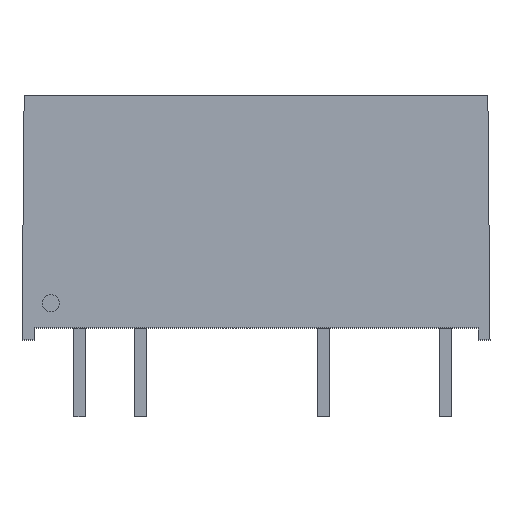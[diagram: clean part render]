
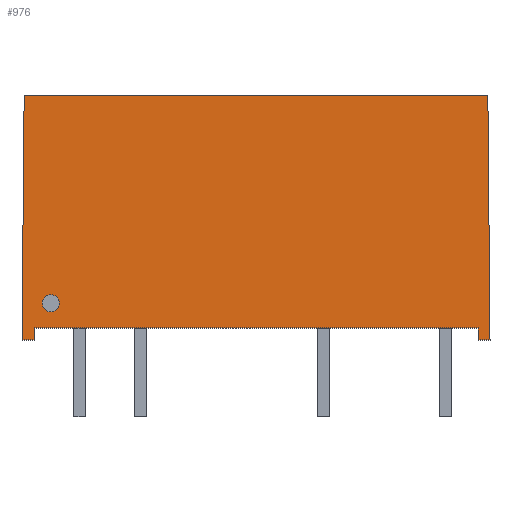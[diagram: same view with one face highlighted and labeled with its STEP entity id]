
A CAD part, top view. The second image highlights one B-rep face of the part: STEP entity #976.
In plain terms, the highlighted planar face has unit normal (0, 0.009, 1).
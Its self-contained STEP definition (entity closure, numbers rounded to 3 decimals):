
#1 = LINE ( 'NONE', #294, #367 ) ;
#10 = AXIS2_PLACEMENT_3D ( 'NONE', #419, #123, #660 ) ;
#23 = CARTESIAN_POINT ( 'NONE',  ( -43.085, 0.376, -21.997 ) ) ;
#27 = CARTESIAN_POINT ( 'NONE',  ( -42.588, 0.5, -21.998 ) ) ;
#33 = CARTESIAN_POINT ( 'NONE',  ( -42.588, 0., -21.994 ) ) ;
#35 = ORIENTED_EDGE ( 'NONE', *, *, #591, .F. ) ;
#40 = DIRECTION ( 'NONE',  ( 0., -1., 0.009 ) ) ;
#46 = DIRECTION ( 'NONE',  ( 0., -1., 0.009 ) ) ;
#48 = VECTOR ( 'NONE', #812, 1000. ) ;
#68 = VERTEX_POINT ( 'NONE', #33 ) ;
#70 = CARTESIAN_POINT ( 'NONE',  ( -23.587, -0.206, -21.992 ) ) ;
#94 = VECTOR ( 'NONE', #964, 1000. ) ;
#121 = CARTESIAN_POINT ( 'NONE',  ( -43.088, 0., -21.994 ) ) ;
#123 = DIRECTION ( 'NONE',  ( 0., 0.009, 1. ) ) ;
#137 = DIRECTION ( 'NONE',  ( 0.009, -1., 0.009 ) ) ;
#147 = CARTESIAN_POINT ( 'NONE',  ( -24.088, 0., -21.994 ) ) ;
#151 = ORIENTED_EDGE ( 'NONE', *, *, #955, .T. ) ;
#158 = EDGE_CURVE ( 'NONE', #830, #68, #237, .T. ) ;
#160 = LINE ( 'NONE', #738, #693 ) ;
#173 = VERTEX_POINT ( 'NONE', #273 ) ;
#193 = ORIENTED_EDGE ( 'NONE', *, *, #949, .T. ) ;
#215 = CARTESIAN_POINT ( 'NONE',  ( -41.887, 1.163, -22.004 ) ) ;
#218 = EDGE_LOOP ( 'NONE', ( #560, #825 ) ) ;
#220 = EDGE_CURVE ( 'NONE', #830, #173, #295, .T. ) ;
#237 = LINE ( 'NONE', #651, #48 ) ;
#239 = DIRECTION ( 'NONE',  ( 0., 0.009, 1. ) ) ;
#247 = VERTEX_POINT ( 'NONE', #581 ) ;
#270 = ORIENTED_EDGE ( 'NONE', *, *, #220, .T. ) ;
#273 = CARTESIAN_POINT ( 'NONE',  ( -24.088, 0.5, -21.998 ) ) ;
#275 = ORIENTED_EDGE ( 'NONE', *, *, #332, .F. ) ;
#294 = CARTESIAN_POINT ( 'NONE',  ( 0., 0., -21.994 ) ) ;
#295 = LINE ( 'NONE', #420, #94 ) ;
#316 = CARTESIAN_POINT ( 'NONE',  ( 0., 10.2, -22.083 ) ) ;
#330 = EDGE_CURVE ( 'NONE', #417, #247, #1, .T. ) ;
#332 = EDGE_CURVE ( 'NONE', #857, #247, #574, .T. ) ;
#336 = VERTEX_POINT ( 'NONE', #914 ) ;
#340 = LINE ( 'NONE', #573, #736 ) ;
#343 = DIRECTION ( 'NONE',  ( 1., 0., 0. ) ) ;
#366 = LINE ( 'NONE', #316, #526 ) ;
#367 = VECTOR ( 'NONE', #437, 1000. ) ;
#391 = DIRECTION ( 'NONE',  ( 1., 0., 0. ) ) ;
#399 = ORIENTED_EDGE ( 'NONE', *, *, #158, .F. ) ;
#400 = VERTEX_POINT ( 'NONE', #215 ) ;
#417 = VERTEX_POINT ( 'NONE', #147 ) ;
#419 = CARTESIAN_POINT ( 'NONE',  ( 0., 0., -21.994 ) ) ;
#420 = CARTESIAN_POINT ( 'NONE',  ( 0., 0.5, -21.998 ) ) ;
#421 = VERTEX_POINT ( 'NONE', #604 ) ;
#437 = DIRECTION ( 'NONE',  ( 1., 0., 0. ) ) ;
#496 = DIRECTION ( 'NONE',  ( 0., 0.009, 1. ) ) ;
#526 = VECTOR ( 'NONE', #391, 1000. ) ;
#548 = DIRECTION ( 'NONE',  ( -0.009, -1., 0.009 ) ) ;
#560 = ORIENTED_EDGE ( 'NONE', *, *, #752, .F. ) ;
#573 = CARTESIAN_POINT ( 'NONE',  ( -24.088, 0.5, -21.998 ) ) ;
#574 = LINE ( 'NONE', #70, #962 ) ;
#577 = PLANE ( 'NONE',  #10 ) ;
#581 = CARTESIAN_POINT ( 'NONE',  ( -23.588, 0., -21.994 ) ) ;
#582 = AXIS2_PLACEMENT_3D ( 'NONE', #956, #496, #40 ) ;
#591 = EDGE_CURVE ( 'NONE', #336, #857, #366, .T. ) ;
#604 = CARTESIAN_POINT ( 'NONE',  ( -41.887, 1.881, -22.01 ) ) ;
#610 = EDGE_LOOP ( 'NONE', ( #193, #638, #275, #35, #942, #151, #399, #270 ) ) ;
#617 = FACE_OUTER_BOUND ( 'NONE', #610, .T. ) ;
#638 = ORIENTED_EDGE ( 'NONE', *, *, #330, .T. ) ;
#651 = CARTESIAN_POINT ( 'NONE',  ( -42.588, 0.5, -21.998 ) ) ;
#660 = DIRECTION ( 'NONE',  ( 0., -1., 0.009 ) ) ;
#672 = LINE ( 'NONE', #23, #905 ) ;
#693 = VECTOR ( 'NONE', #343, 1000. ) ;
#695 = CIRCLE ( 'NONE', #817, 0.359 ) ;
#710 = CARTESIAN_POINT ( 'NONE',  ( -41.887, 1.522, -22.007 ) ) ;
#736 = VECTOR ( 'NONE', #46, 1000. ) ;
#738 = CARTESIAN_POINT ( 'NONE',  ( 0., 0., -21.994 ) ) ;
#752 = EDGE_CURVE ( 'NONE', #400, #421, #695, .T. ) ;
#756 = EDGE_CURVE ( 'NONE', #336, #953, #672, .T. ) ;
#785 = DIRECTION ( 'NONE',  ( 0., -1., 0.009 ) ) ;
#799 = CARTESIAN_POINT ( 'NONE',  ( -23.678, 10.2, -22.083 ) ) ;
#812 = DIRECTION ( 'NONE',  ( 0., -1., 0.009 ) ) ;
#817 = AXIS2_PLACEMENT_3D ( 'NONE', #710, #239, #785 ) ;
#825 = ORIENTED_EDGE ( 'NONE', *, *, #915, .F. ) ;
#830 = VERTEX_POINT ( 'NONE', #27 ) ;
#857 = VERTEX_POINT ( 'NONE', #799 ) ;
#883 = FACE_BOUND ( 'NONE', #218, .T. ) ;
#905 = VECTOR ( 'NONE', #548, 1000. ) ;
#914 = CARTESIAN_POINT ( 'NONE',  ( -42.999, 10.2, -22.083 ) ) ;
#915 = EDGE_CURVE ( 'NONE', #421, #400, #980, .T. ) ;
#942 = ORIENTED_EDGE ( 'NONE', *, *, #756, .T. ) ;
#949 = EDGE_CURVE ( 'NONE', #173, #417, #340, .T. ) ;
#953 = VERTEX_POINT ( 'NONE', #121 ) ;
#955 = EDGE_CURVE ( 'NONE', #953, #68, #160, .T. ) ;
#956 = CARTESIAN_POINT ( 'NONE',  ( -41.887, 1.522, -22.007 ) ) ;
#962 = VECTOR ( 'NONE', #137, 1000. ) ;
#964 = DIRECTION ( 'NONE',  ( 1., 0., 0. ) ) ;
#976 = ADVANCED_FACE ( 'NONE', ( #883, #617 ), #577, .T. ) ;
#980 = CIRCLE ( 'NONE', #582, 0.359 ) ;
